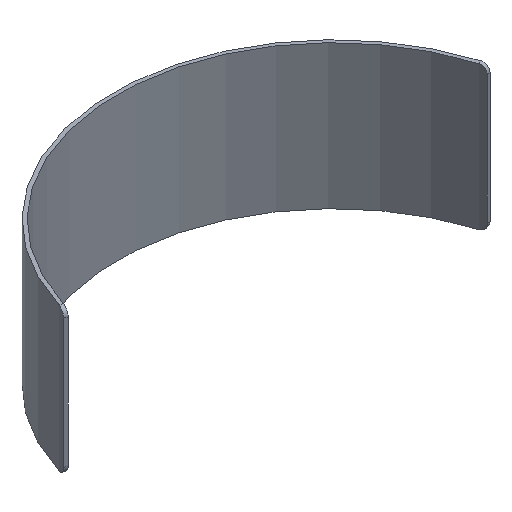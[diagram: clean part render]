
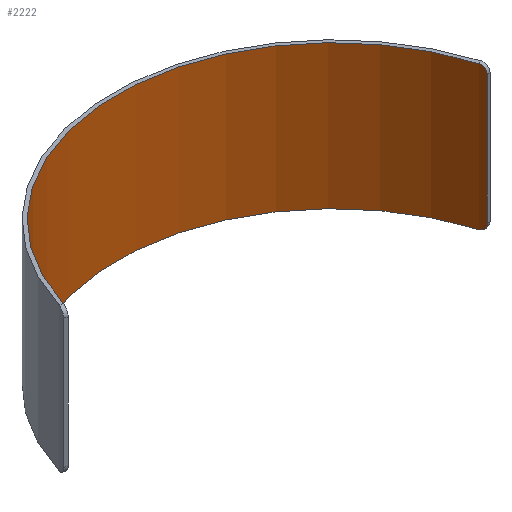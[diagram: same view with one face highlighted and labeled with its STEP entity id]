
A CAD part, isometric view. The second image highlights one B-rep face of the part: STEP entity #2222.
In plain terms, the highlighted cylindrical face has radius 30.2 mm (diameter 60.4 mm), a partial arc.
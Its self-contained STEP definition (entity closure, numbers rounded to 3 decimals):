
#143 = CARTESIAN_POINT ( 'NONE',  ( 29.044, 8.276, 9.891 ) ) ;
#278 = DIRECTION ( 'NONE',  ( 0., 0., -1. ) ) ;
#318 = ORIENTED_EDGE ( 'NONE', *, *, #706, .T. ) ;
#322 = CARTESIAN_POINT ( 'NONE',  ( -28.935, 8.652, 10. ) ) ;
#378 = CARTESIAN_POINT ( 'NONE',  ( -29.171, 7.816, 9. ) ) ;
#459 = DIRECTION ( 'NONE',  ( -1., 0., 0. ) ) ;
#493 = CIRCLE ( 'NONE', #5068, 30.2 ) ;
#497 = CARTESIAN_POINT ( 'NONE',  ( 29.171, 7.816, -9. ) ) ;
#516 = DIRECTION ( 'NONE',  ( 0., 0., -1. ) ) ;
#657 = VERTEX_POINT ( 'NONE', #3054 ) ;
#679 = VERTEX_POINT ( 'NONE', #3422 ) ;
#690 = VERTEX_POINT ( 'NONE', #2140 ) ;
#706 = EDGE_CURVE ( 'NONE', #1304, #4591, #1910, .T. ) ;
#722 = CARTESIAN_POINT ( 'NONE',  ( -29.171, 7.816, -9.132 ) ) ;
#776 = DIRECTION ( 'NONE',  ( -1., 0., 0. ) ) ;
#804 = DIRECTION ( 'NONE',  ( 0., 0., -1. ) ) ;
#908 = CARTESIAN_POINT ( 'NONE',  ( 0., 0., 10. ) ) ;
#917 = CARTESIAN_POINT ( 'NONE',  ( 28.935, 8.652, -10. ) ) ;
#958 = ORIENTED_EDGE ( 'NONE', *, *, #1699, .T. ) ;
#988 = CARTESIAN_POINT ( 'NONE',  ( -28.896, 8.778, 10. ) ) ;
#1127 = DIRECTION ( 'NONE',  ( 0., 0., -1. ) ) ;
#1142 = B_SPLINE_CURVE_WITH_KNOTS ( 'NONE', 3,
 ( #4689, #917, #2610, #4385, #3844, #3073, #5557, #497 ),
 .UNSPECIFIED., .F., .F.,
 ( 4, 2, 2, 4 ),
 ( 0., 0., 0.001, 0.002 ),
 .UNSPECIFIED. ) ;
#1219 = LINE ( 'NONE', #3264, #1997 ) ;
#1258 = CARTESIAN_POINT ( 'NONE',  ( 0., 0., 10. ) ) ;
#1304 = VERTEX_POINT ( 'NONE', #4869 ) ;
#1324 = EDGE_LOOP ( 'NONE', ( #2445, #4165, #3489, #958, #5353, #3690, #318, #5221 ) ) ;
#1343 = CARTESIAN_POINT ( 'NONE',  ( 29.171, 7.816, 9. ) ) ;
#1399 = CARTESIAN_POINT ( 'NONE',  ( 28.973, 8.525, 10. ) ) ;
#1580 = CARTESIAN_POINT ( 'NONE',  ( -28.971, 8.527, 9.974 ) ) ;
#1608 = CARTESIAN_POINT ( 'NONE',  ( -29.069, 8.188, 9.8 ) ) ;
#1699 = EDGE_CURVE ( 'NONE', #3172, #2384, #4011, .T. ) ;
#1759 = EDGE_CURVE ( 'NONE', #4263, #679, #1219, .T. ) ;
#1872 = CARTESIAN_POINT ( 'NONE',  ( -29.171, 7.816, 10. ) ) ;
#1888 = EDGE_CURVE ( 'NONE', #3172, #657, #493, .T. ) ;
#1910 = CIRCLE ( 'NONE', #5063, 30.2 ) ;
#1943 = CARTESIAN_POINT ( 'NONE',  ( 29.171, 7.816, 9. ) ) ;
#1945 = FACE_OUTER_BOUND ( 'NONE', #1324, .T. ) ;
#1948 = LINE ( 'NONE', #1872, #4083 ) ;
#1997 = VECTOR ( 'NONE', #1127, 1000. ) ;
#2137 = CARTESIAN_POINT ( 'NONE',  ( 29.164, 7.841, 9.262 ) ) ;
#2140 = CARTESIAN_POINT ( 'NONE',  ( -29.171, 7.816, -9. ) ) ;
#2222 = ADVANCED_FACE ( 'NONE', ( #1945 ), #5533, .F. ) ;
#2224 = CARTESIAN_POINT ( 'NONE',  ( 28.896, 8.778, 10. ) ) ;
#2384 = VERTEX_POINT ( 'NONE', #3272 ) ;
#2445 = ORIENTED_EDGE ( 'NONE', *, *, #1759, .F. ) ;
#2494 = CARTESIAN_POINT ( 'NONE',  ( -29.171, 7.816, 9.264 ) ) ;
#2610 = CARTESIAN_POINT ( 'NONE',  ( 28.971, 8.527, -9.974 ) ) ;
#2648 = CARTESIAN_POINT ( 'NONE',  ( 29.138, 7.938, 9.504 ) ) ;
#2836 = CARTESIAN_POINT ( 'NONE',  ( -28.896, 8.778, -10. ) ) ;
#2886 = AXIS2_PLACEMENT_3D ( 'NONE', #1258, #5082, #3785 ) ;
#3049 = CARTESIAN_POINT ( 'NONE',  ( 29.119, 8.01, 9.615 ) ) ;
#3054 = CARTESIAN_POINT ( 'NONE',  ( 28.896, 8.778, 10. ) ) ;
#3073 = CARTESIAN_POINT ( 'NONE',  ( 29.143, 7.921, -9.523 ) ) ;
#3172 = VERTEX_POINT ( 'NONE', #988 ) ;
#3264 = CARTESIAN_POINT ( 'NONE',  ( 29.171, 7.816, 10. ) ) ;
#3272 = CARTESIAN_POINT ( 'NONE',  ( -29.171, 7.816, 9. ) ) ;
#3303 = CARTESIAN_POINT ( 'NONE',  ( -29.171, 7.816, -9. ) ) ;
#3319 = CARTESIAN_POINT ( 'NONE',  ( -29.143, 7.921, 9.523 ) ) ;
#3422 = CARTESIAN_POINT ( 'NONE',  ( 29.171, 7.816, -9. ) ) ;
#3489 = ORIENTED_EDGE ( 'NONE', *, *, #1888, .F. ) ;
#3557 = B_SPLINE_CURVE_WITH_KNOTS ( 'NONE', 3,
 ( #1343, #3989, #2137, #2648, #3049, #143, #1399, #2224 ),
 .UNSPECIFIED., .F., .F.,
 ( 4, 2, 2, 4 ),
 ( 0., 0., 0.001, 0.002 ),
 .UNSPECIFIED. ) ;
#3690 = ORIENTED_EDGE ( 'NONE', *, *, #4418, .T. ) ;
#3723 = CARTESIAN_POINT ( 'NONE',  ( -29.138, 7.938, -9.504 ) ) ;
#3739 = CARTESIAN_POINT ( 'NONE',  ( -29.039, 8.295, 9.874 ) ) ;
#3755 = EDGE_CURVE ( 'NONE', #4591, #679, #1142, .T. ) ;
#3785 = DIRECTION ( 'NONE',  ( -1., 0., 0. ) ) ;
#3811 = CARTESIAN_POINT ( 'NONE',  ( -28.973, 8.525, -10. ) ) ;
#3844 = CARTESIAN_POINT ( 'NONE',  ( 29.069, 8.188, -9.8 ) ) ;
#3949 = CARTESIAN_POINT ( 'NONE',  ( 28.896, 8.778, -10. ) ) ;
#3976 = EDGE_CURVE ( 'NONE', #4263, #657, #3557, .T. ) ;
#3989 = CARTESIAN_POINT ( 'NONE',  ( 29.171, 7.816, 9.132 ) ) ;
#4011 = B_SPLINE_CURVE_WITH_KNOTS ( 'NONE', 3,
 ( #4169, #322, #1580, #3739, #1608, #3319, #2494, #378 ),
 .UNSPECIFIED., .F., .F.,
 ( 4, 2, 2, 4 ),
 ( 0., 0., 0.001, 0.002 ),
 .UNSPECIFIED. ) ;
#4083 = VECTOR ( 'NONE', #278, 1000. ) ;
#4165 = ORIENTED_EDGE ( 'NONE', *, *, #3976, .T. ) ;
#4169 = CARTESIAN_POINT ( 'NONE',  ( -28.896, 8.778, 10. ) ) ;
#4186 = CARTESIAN_POINT ( 'NONE',  ( -29.119, 8.01, -9.615 ) ) ;
#4263 = VERTEX_POINT ( 'NONE', #1943 ) ;
#4315 = B_SPLINE_CURVE_WITH_KNOTS ( 'NONE', 3,
 ( #3303, #722, #5019, #3723, #4186, #5079, #3811, #2836 ),
 .UNSPECIFIED., .F., .F.,
 ( 4, 2, 2, 4 ),
 ( 0., 0., 0.001, 0.002 ),
 .UNSPECIFIED. ) ;
#4385 = CARTESIAN_POINT ( 'NONE',  ( 29.039, 8.295, -9.874 ) ) ;
#4418 = EDGE_CURVE ( 'NONE', #690, #1304, #4315, .T. ) ;
#4591 = VERTEX_POINT ( 'NONE', #3949 ) ;
#4689 = CARTESIAN_POINT ( 'NONE',  ( 28.896, 8.778, -10. ) ) ;
#4869 = CARTESIAN_POINT ( 'NONE',  ( -28.896, 8.778, -10. ) ) ;
#5019 = CARTESIAN_POINT ( 'NONE',  ( -29.164, 7.841, -9.262 ) ) ;
#5063 = AXIS2_PLACEMENT_3D ( 'NONE', #5528, #804, #776 ) ;
#5068 = AXIS2_PLACEMENT_3D ( 'NONE', #908, #516, #459 ) ;
#5079 = CARTESIAN_POINT ( 'NONE',  ( -29.044, 8.276, -9.891 ) ) ;
#5082 = DIRECTION ( 'NONE',  ( 0., 0., -1. ) ) ;
#5221 = ORIENTED_EDGE ( 'NONE', *, *, #3755, .T. ) ;
#5245 = EDGE_CURVE ( 'NONE', #2384, #690, #1948, .T. ) ;
#5353 = ORIENTED_EDGE ( 'NONE', *, *, #5245, .T. ) ;
#5528 = CARTESIAN_POINT ( 'NONE',  ( 0., 0., -10. ) ) ;
#5533 = CYLINDRICAL_SURFACE ( 'NONE', #2886, 30.2 ) ;
#5557 = CARTESIAN_POINT ( 'NONE',  ( 29.171, 7.816, -9.264 ) ) ;
